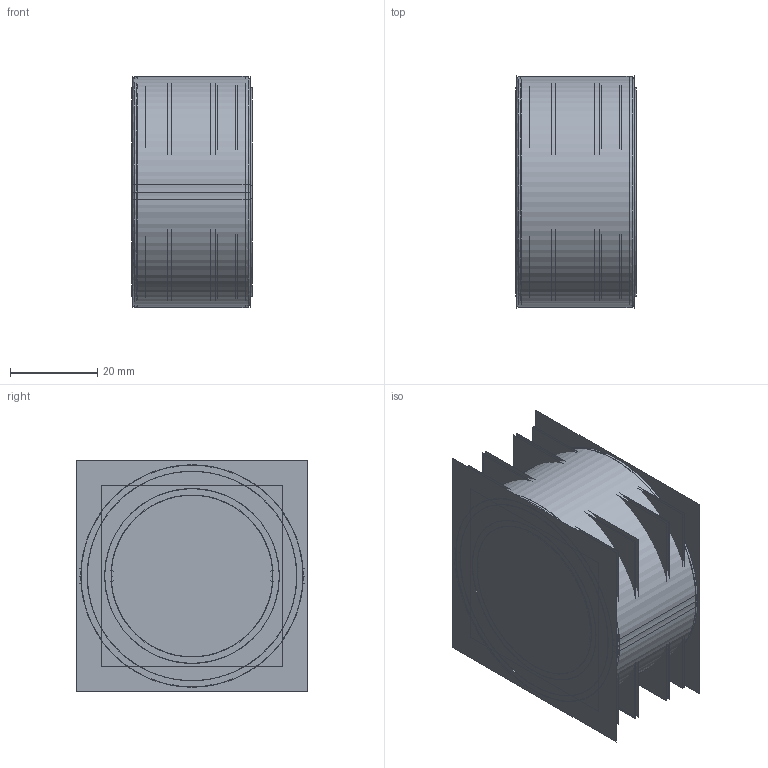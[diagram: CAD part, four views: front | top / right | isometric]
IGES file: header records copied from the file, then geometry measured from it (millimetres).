
Start section:  PTC IGES file: fp448z.igs
Global section: file name: fp448z.igs; native system: Creo Parametric by Parametric Technology Corporation; preprocessor: 2013150; author: sales 4; organization: Unknown; date: 20140325.144400; units: millimetre
Bounding box: 27.55 x 53.04 x 53.04 mm (x, y, z)
Volume: 25847.5 mm3; surface area: 386725.8 mm2
Topology: 50 solids, 50 shells, 5730 faces, 29676 edges, 37044 vertices
Faces by surface type: bspline 3542, revolution 2188
